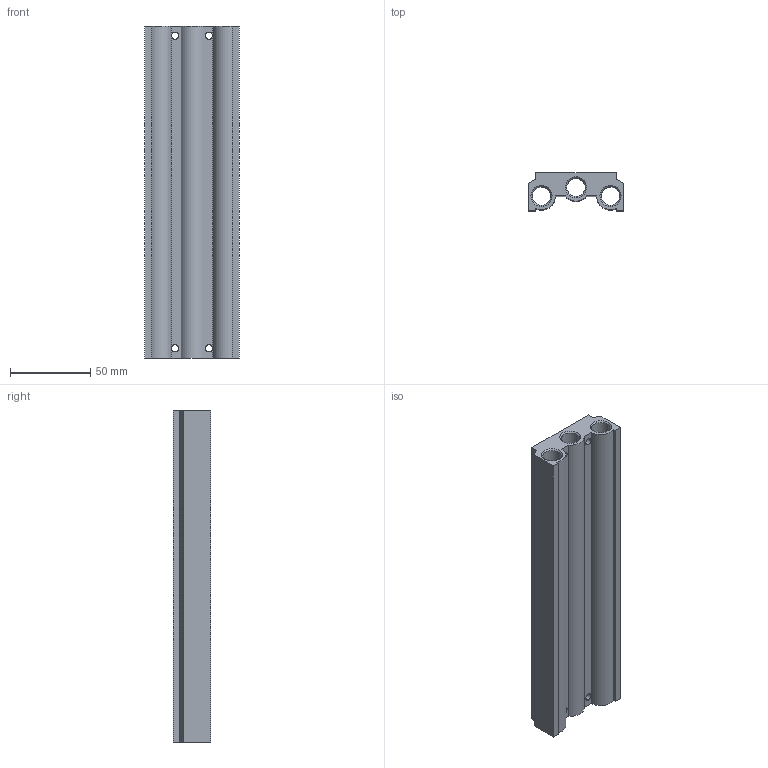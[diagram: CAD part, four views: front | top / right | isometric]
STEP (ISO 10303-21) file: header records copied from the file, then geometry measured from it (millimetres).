
FILE_DESCRIPTION (( 'STEP AP214' ), '1' );
FILE_NAME ('EMC-V52-8.STEP', '2020-04-02T09:04:22', ( '' ), ( '' ), 'SwSTEP 2.0', 'SolidWorks 2020', '' );
FILE_SCHEMA (( 'AUTOMOTIVE_DESIGN' ));
Length unit declared in the file: millimetre
Products named in the file (1): EMC-V52-8
Bounding box: 59 x 23.5 x 207 mm (x, y, z)
Volume: 151877.2 mm3; surface area: 63574.3 mm2
Topology: 1 solids, 1 shells, 202 faces, 510 edges, 294 vertices
Faces by surface type: cylinder 97, cone 74, plane 31
Entity records: 9654 total; most frequent: CARTESIAN_POINT 2887, ORIENTED_EDGE 956, DIRECTION 872, EDGE_CURVE 478, AXIS2_PLACEMENT_3D 407, VERTEX_POINT 294, EDGE_LOOP 280, B_SPLINE_CURVE_WITH_KNOTS 216
